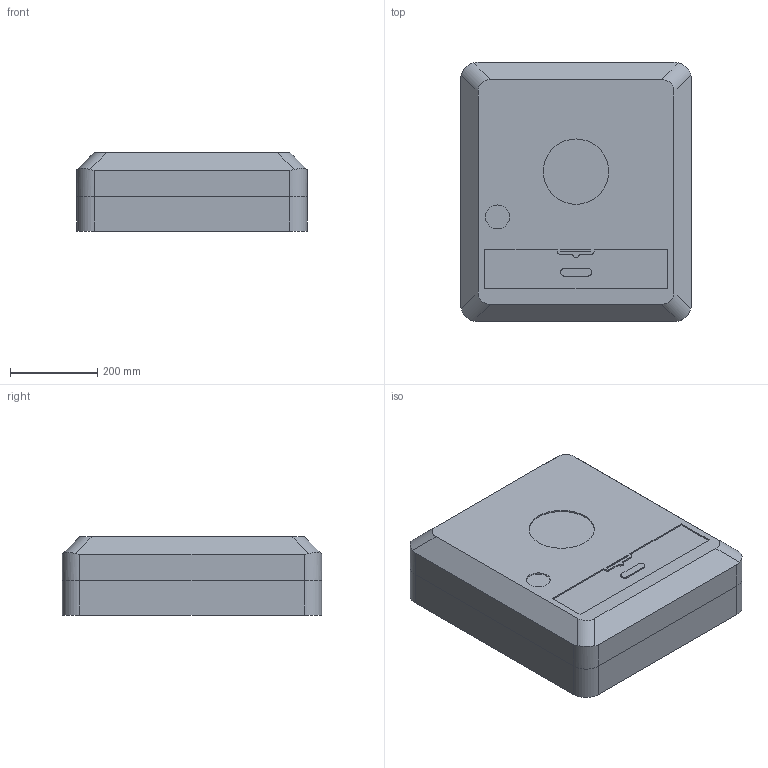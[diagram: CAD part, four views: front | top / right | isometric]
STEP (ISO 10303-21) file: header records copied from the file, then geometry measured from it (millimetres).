
FILE_DESCRIPTION(('FreeCAD Model'),'2;1');
FILE_NAME('Open CASCADE Shape Model','2025-10-10T19:28:52',(''),(''), 'Open CASCADE STEP processor 7.8','FreeCAD','Unknown');
FILE_SCHEMA(('AP242_MANAGED_MODEL_BASED_3D_ENGINEERING_MIM_LF. {1 0 10303 442 1 1 4 }'));
Length unit declared in the file: millimetre
Products named in the file (2): Gen025; Gen24
Assembly tree (1 placements, depth 2):
  Gen025
    Gen24
Bounding box: 529 x 595 x 180 mm (x, y, z)
Volume: 54558086.5 mm3; surface area: 971582.7 mm2
Topology: 1 solids, 1 shells, 57 faces, 142 edges, 92 vertices
Faces by surface type: plane 36, cylinder 21
Entity records: 2054 total; most frequent: DIRECTION 302, CARTESIAN_POINT 293, ORIENTED_EDGE 284, EDGE_CURVE 142, AXIS2_PLACEMENT_3D 101, LINE 100, VECTOR 100, VERTEX_POINT 92
